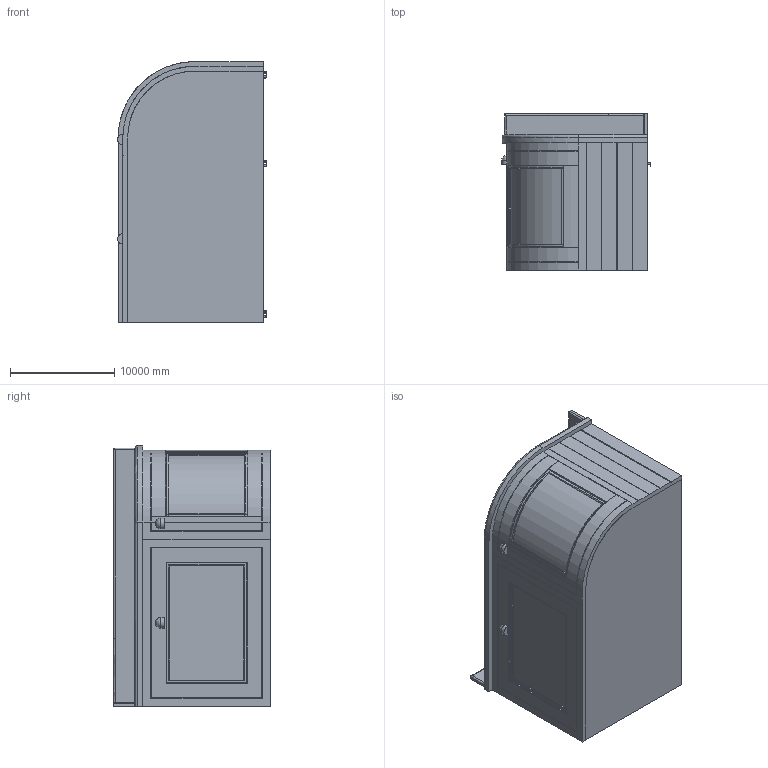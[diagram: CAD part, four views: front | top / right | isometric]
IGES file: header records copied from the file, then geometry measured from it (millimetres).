
Global section: file name: 90572; native system: AutoCAD 2016 - English; preprocessor: Autodesk Translation Framework DWG producer (atf_dwg_producer); organization: unknown; date: 20161027.164358; units: inch
Bounding box: 14248.48 x 14986 x 24968.2 mm (x, y, z)
Volume: 993646714279.1 mm3; surface area: 4912776686.4 mm2
Topology: 39 solids, 39 shells, 2319 faces, 6694 edges, 4462 vertices
Faces by surface type: bspline 2319
